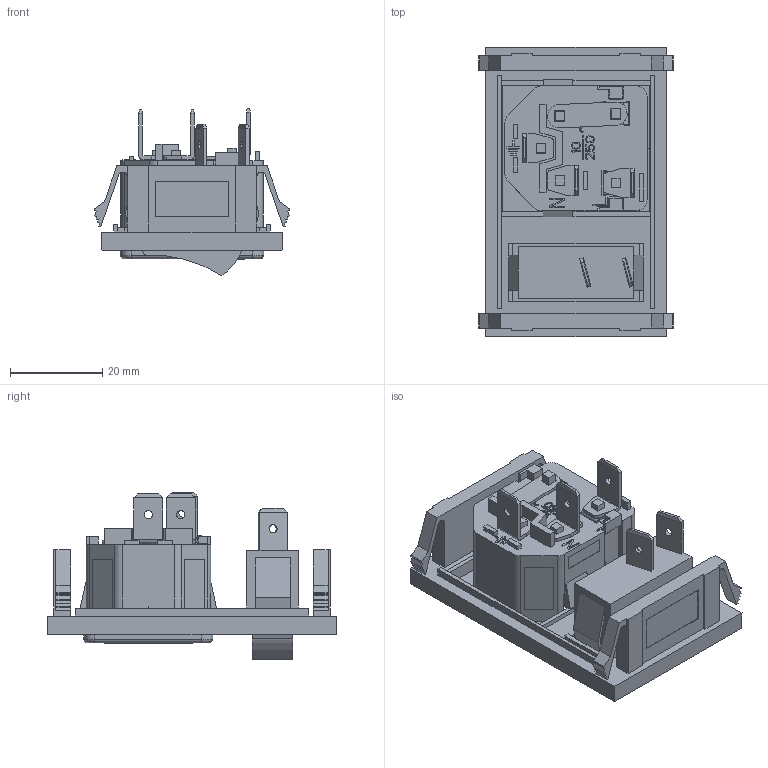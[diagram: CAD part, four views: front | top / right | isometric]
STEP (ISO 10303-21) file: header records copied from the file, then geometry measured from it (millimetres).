
FILE_DESCRIPTION (( 'STEP AP214' ), '1' );
FILE_NAME ('ACM-C4-NXQ6R1LFH-LC_3D.step', '2023-10-17T07:20:58', ( '' ), ( '' ), 'SwSTEP 2.0', 'SolidWorks 2022', '' );
FILE_SCHEMA (( 'AUTOMOTIVE_DESIGN' ));
Length unit declared in the file: millimetre
Products named in the file (1): ACM-C4-NXQ6R1LFH-LC_3D
Bounding box: 42.28 x 62.74 x 36.34 mm (x, y, z)
Volume: 21639.4 mm3; surface area: 21994.2 mm2
Topology: 3 solids, 3 shells, 1589 faces, 4504 edges, 2960 vertices
Faces by surface type: plane 1396, cylinder 173, torus 10, bspline 10
Entity records: 51213 total; most frequent: CARTESIAN_POINT 9526, ORIENTED_EDGE 9008, DIRECTION 8022, EDGE_CURVE 4504, VECTOR 4104, LINE 4104, VERTEX_POINT 2960, AXIS2_PLACEMENT_3D 1959
